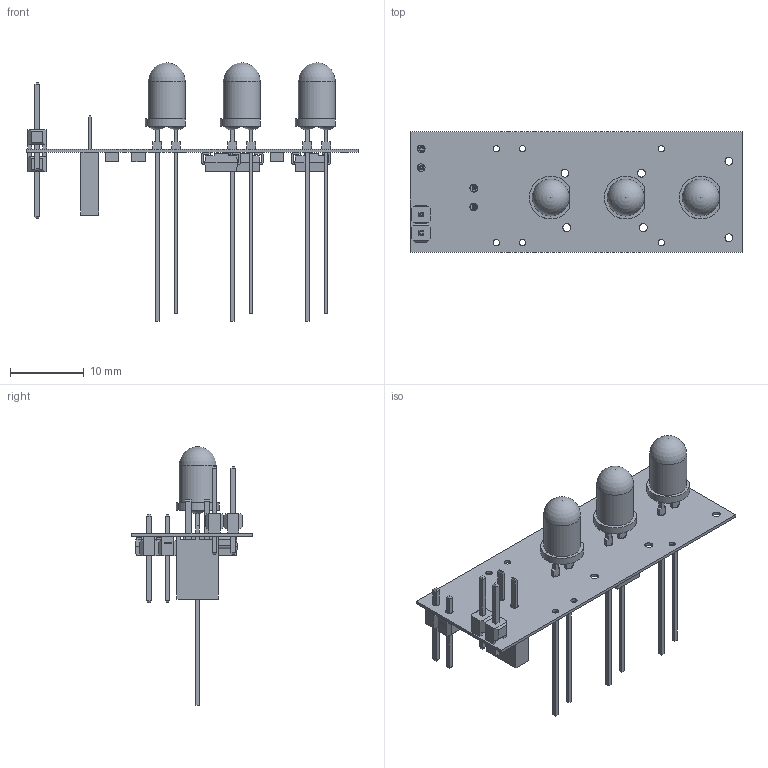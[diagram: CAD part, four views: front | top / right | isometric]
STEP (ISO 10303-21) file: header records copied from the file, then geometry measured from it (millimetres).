
FILE_DESCRIPTION(('Open CASCADE Model'),'2;1');
FILE_NAME('Open CASCADE Shape Model','2022-10-02T18:06:58',('Author'),( 'Open CASCADE'),'Open CASCADE STEP processor 6.8','Open CASCADE 6.8' ,'Unknown');
FILE_SCHEMA(('AUTOMOTIVE_DESIGN { 1 0 10303 214 1 1 1 1 }'));
Length unit declared in the file: millimetre
Products named in the file (26): PCB; Board; Open CASCADE STEP translator 6.8 1.1.1; J2; Conn_Harwin_M20-9990246_eec; m20-9990246_asm; M20-999-MOULD; M20-999-PIN; Harwin_Logo_Yury; J3; J1; SSW-102-02-X-S; D6; 6318421072; D5; 6318427232; D3; R7; 6318423952; Extruded; R5; R3; LED3; WL-TMRW_5mm; LED2; LED1
Assembly tree (32 placements, depth 5):
  PCB
    Board
      Open CASCADE STEP translator 6.8 1.1.1
    J2
      Conn_Harwin_M20-9990246_eec
        m20-9990246_asm
          M20-999-MOULD
          M20-999-PIN  x2
        Harwin_Logo_Yury
    J3
      Conn_Harwin_M20-9990246_eec
        m20-9990246_asm
          M20-999-MOULD
          M20-999-PIN  x2
        Harwin_Logo_Yury
    J1
      SSW-102-02-X-S
    D6
      6318421072
    D5
      6318427232
    D3
      6318421072
    R7
      6318423952
        Extruded
    R5
      6318423952
        Extruded
    R3
      6318423952
        Extruded
    LED3
      WL-TMRW_5mm
    LED2
      WL-TMRW_5mm
    LED1
      WL-TMRW_5mm
Bounding box: 44.96 x 16.26 x 35 mm (x, y, z)
Volume: 1123.7 mm3; surface area: 3196.1 mm2
Topology: 39 solids, 39 shells, 688 faces, 1719 edges, 1116 vertices
Faces by surface type: plane 601, cylinder 78, sphere 9
Full cylindrical faces by diameter (mm): 0.85 x6, 1 x6, 1.02 x4, 1.04 x2, 1.06 x6, 5 x3
Entity records: 12098 total; most frequent: CARTESIAN_POINT 1994, ORIENTED_EDGE 1898, DIRECTION 1886, EDGE_CURVE 949, LINE 824, VECTOR 824, VERTEX_POINT 618, AXIS2_PLACEMENT_3D 531
